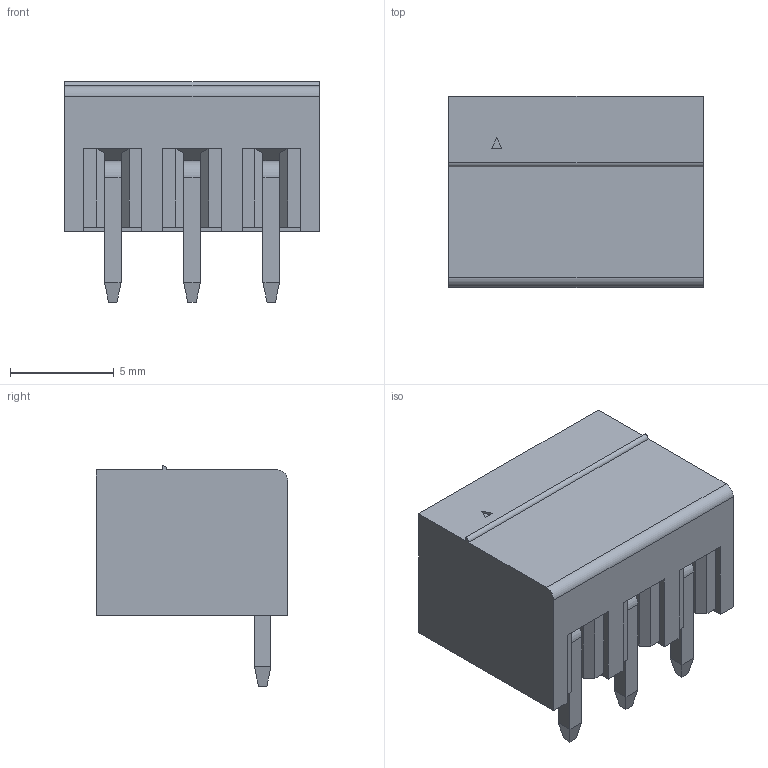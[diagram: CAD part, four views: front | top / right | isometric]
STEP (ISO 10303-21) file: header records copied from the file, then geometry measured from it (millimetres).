
FILE_DESCRIPTION (( 'STEP AP214' ), '1' );
FILE_NAME ('15EDGRC-3.81-03P-14-00AH.STEP', '2021-02-01T22:21:20', ( '' ), ( '' ), 'SwSTEP 2.0', 'SolidWorks 2020', '' );
FILE_SCHEMA (( 'AUTOMOTIVE_DESIGN' ));
Length unit declared in the file: millimetre
Products named in the file (1): 15EDGRC-3.81-03P-14-00AH
Bounding box: 12.22 x 9.2 x 10.6 mm (x, y, z)
Volume: 397.3 mm3; surface area: 1185.3 mm2
Topology: 1 solids, 4 shells, 544 faces, 1449 edges, 952 vertices
Faces by surface type: plane 363, bspline 161, cylinder 11, torus 6, cone 3
Entity records: 28581 total; most frequent: CARTESIAN_POINT 12203, ORIENTED_EDGE 2898, DIRECTION 1938, EDGE_CURVE 1449, LINE 1084, VECTOR 1084, VERTEX_POINT 952, EDGE_LOOP 583
